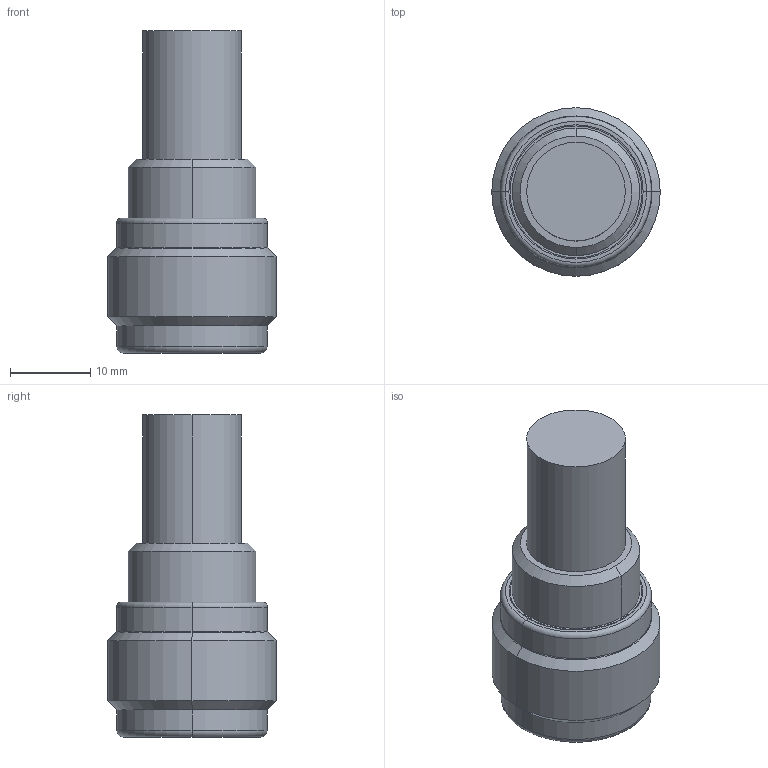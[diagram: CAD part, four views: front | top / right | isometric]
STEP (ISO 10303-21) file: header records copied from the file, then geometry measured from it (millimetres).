
FILE_DESCRIPTION (( 'STEP AP203' ), '1' );
FILE_NAME ('R161.076.000H.STEP', '2015-01-30T13:13:44', ( '' ), ( '' ), 'SwSTEP 2.0', 'SolidWorks 2014', '' );
FILE_SCHEMA (( 'CONFIG_CONTROL_DESIGN' ));
Length unit declared in the file: metre
Products named in the file (1): R161.076.000H
Bounding box: 21 x 21 x 40.15 mm (x, y, z)
Volume: 6723.1 mm3; surface area: 3729.9 mm2
Topology: 1 solids, 1 shells, 114 faces, 275 edges, 170 vertices
Faces by surface type: cylinder 43, torus 26, plane 25, cone 20
Entity records: 3524 total; most frequent: CARTESIAN_POINT 760, DIRECTION 593, ORIENTED_EDGE 550, EDGE_CURVE 275, AXIS2_PLACEMENT_3D 243, VERTEX_POINT 170, CIRCLE 128, EDGE_LOOP 121
